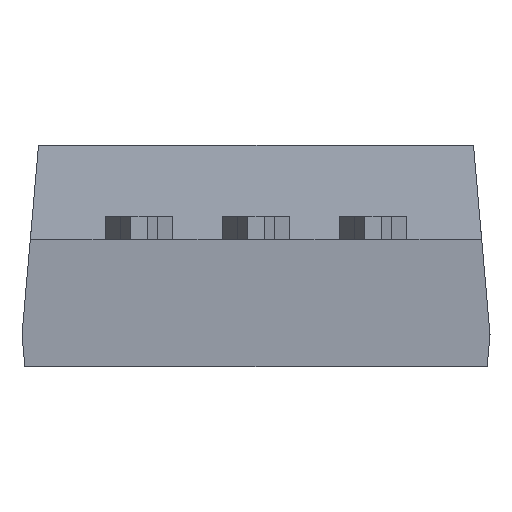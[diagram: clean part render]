
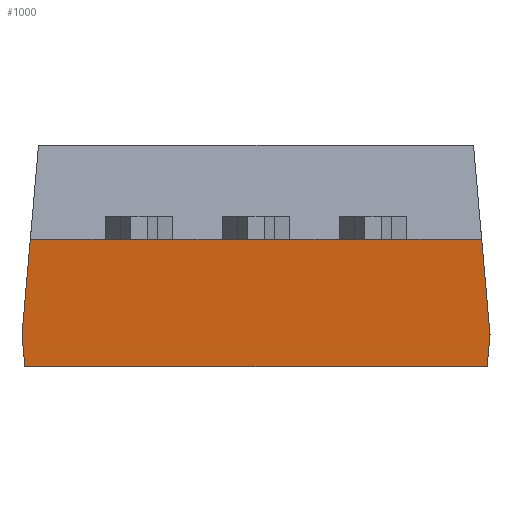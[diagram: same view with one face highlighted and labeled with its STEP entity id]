
A CAD part, front view. The second image highlights one B-rep face of the part: STEP entity #1000.
In plain terms, the highlighted planar face has unit normal (0, -0.996, -0.087).
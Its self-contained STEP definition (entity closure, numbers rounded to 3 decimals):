
#10 = CARTESIAN_POINT ( 'NONE',  ( 0., -12.57, 2.76 ) ) ;
#18 = VECTOR ( 'NONE', #1034, 1000. ) ;
#47 = CARTESIAN_POINT ( 'NONE',  ( 1.805, -12.57, 2.76 ) ) ;
#81 = ORIENTED_EDGE ( 'NONE', *, *, #345, .T. ) ;
#109 = VECTOR ( 'NONE', #1236, 1000. ) ;
#111 = CARTESIAN_POINT ( 'NONE',  ( 0., -12.57, 2.76 ) ) ;
#135 = VECTOR ( 'NONE', #585, 1000. ) ;
#142 = VERTEX_POINT ( 'NONE', #47 ) ;
#149 = CARTESIAN_POINT ( 'NONE',  ( 0., -12.57, 2.76 ) ) ;
#159 = VERTEX_POINT ( 'NONE', #1006 ) ;
#170 = EDGE_CURVE ( 'NONE', #319, #1310, #317, .T. ) ;
#188 = VECTOR ( 'NONE', #1422, 1000. ) ;
#194 = DIRECTION ( 'NONE',  ( 0., -0.996, -0.087 ) ) ;
#197 = CARTESIAN_POINT ( 'NONE',  ( 0., -12.57, 2.76 ) ) ;
#231 = EDGE_CURVE ( 'NONE', #632, #1496, #1249, .T. ) ;
#234 = EDGE_CURVE ( 'NONE', #159, #1190, #995, .T. ) ;
#236 = VECTOR ( 'NONE', #1163, 1000. ) ;
#240 = EDGE_LOOP ( 'NONE', ( #249, #81, #639, #1018, #930, #1151, #1454, #1120, #904, #1207, #346, #1410 ) ) ;
#249 = ORIENTED_EDGE ( 'NONE', *, *, #1121, .F. ) ;
#290 = FACE_OUTER_BOUND ( 'NONE', #240, .T. ) ;
#317 = LINE ( 'NONE', #197, #794 ) ;
#319 = VERTEX_POINT ( 'NONE', #1049 ) ;
#335 = EDGE_CURVE ( 'NONE', #1494, #142, #1148, .T. ) ;
#345 = EDGE_CURVE ( 'NONE', #1521, #1494, #829, .T. ) ;
#346 = ORIENTED_EDGE ( 'NONE', *, *, #1369, .T. ) ;
#351 = CARTESIAN_POINT ( 'NONE',  ( 0., -12.57, 2.76 ) ) ;
#355 = EDGE_CURVE ( 'NONE', #1496, #159, #711, .T. ) ;
#359 = VECTOR ( 'NONE', #1313, 1000. ) ;
#412 = DIRECTION ( 'NONE',  ( 1., 0., 0. ) ) ;
#455 = DIRECTION ( 'NONE',  ( 0.087, 0.087, -0.992 ) ) ;
#460 = VECTOR ( 'NONE', #1452, 1000. ) ;
#473 = LINE ( 'NONE', #799, #726 ) ;
#480 = LINE ( 'NONE', #10, #188 ) ;
#513 = LINE ( 'NONE', #149, #460 ) ;
#585 = DIRECTION ( 'NONE',  ( -1., 0., 0. ) ) ;
#593 = CARTESIAN_POINT ( 'NONE',  ( -4.9, -12.57, 2.76 ) ) ;
#619 = LINE ( 'NONE', #1203, #359 ) ;
#632 = VERTEX_POINT ( 'NONE', #1241 ) ;
#639 = ORIENTED_EDGE ( 'NONE', *, *, #335, .T. ) ;
#650 = DIRECTION ( 'NONE',  ( -1., 0., 0. ) ) ;
#695 = CARTESIAN_POINT ( 'NONE',  ( 4.9, -12.57, 2.76 ) ) ;
#711 = LINE ( 'NONE', #1300, #1090 ) ;
#726 = VECTOR ( 'NONE', #455, 1000. ) ;
#755 = DIRECTION ( 'NONE',  ( 0., 0.087, -0.996 ) ) ;
#761 = CARTESIAN_POINT ( 'NONE',  ( 0., -12.57, 2.76 ) ) ;
#794 = VECTOR ( 'NONE', #650, 1000. ) ;
#799 = CARTESIAN_POINT ( 'NONE',  ( 5.173, -12.296, -0.368 ) ) ;
#818 = CARTESIAN_POINT ( 'NONE',  ( 3.275, -12.57, 2.76 ) ) ;
#829 = LINE ( 'NONE', #111, #135 ) ;
#832 = LINE ( 'NONE', #1233, #1043 ) ;
#834 = CARTESIAN_POINT ( 'NONE',  ( 0.735, -12.57, 2.76 ) ) ;
#844 = EDGE_CURVE ( 'NONE', #978, #942, #619, .T. ) ;
#866 = CARTESIAN_POINT ( 'NONE',  ( 5.019, -12.329, 0. ) ) ;
#904 = ORIENTED_EDGE ( 'NONE', *, *, #355, .T. ) ;
#922 = CARTESIAN_POINT ( 'NONE',  ( 0., -12.57, 2.76 ) ) ;
#930 = ORIENTED_EDGE ( 'NONE', *, *, #1360, .T. ) ;
#942 = VERTEX_POINT ( 'NONE', #866 ) ;
#951 = VERTEX_POINT ( 'NONE', #834 ) ;
#978 = VERTEX_POINT ( 'NONE', #1251 ) ;
#995 = LINE ( 'NONE', #1129, #109 ) ;
#1000 = ADVANCED_FACE ( 'NONE', ( #290 ), #1122, .T. ) ;
#1006 = CARTESIAN_POINT ( 'NONE',  ( -5.08, -12.39, 0.7 ) ) ;
#1014 = AXIS2_PLACEMENT_3D ( 'NONE', #761, #194, #755 ) ;
#1018 = ORIENTED_EDGE ( 'NONE', *, *, #1344, .T. ) ;
#1034 = DIRECTION ( 'NONE',  ( -1., 0., 0. ) ) ;
#1043 = VECTOR ( 'NONE', #412, 1000. ) ;
#1044 = CARTESIAN_POINT ( 'NONE',  ( -5.019, -12.329, 0. ) ) ;
#1049 = CARTESIAN_POINT ( 'NONE',  ( -0.735, -12.57, 2.76 ) ) ;
#1090 = VECTOR ( 'NONE', #1416, 1000. ) ;
#1120 = ORIENTED_EDGE ( 'NONE', *, *, #231, .T. ) ;
#1121 = EDGE_CURVE ( 'NONE', #1521, #978, #473, .T. ) ;
#1122 = PLANE ( 'NONE',  #1014 ) ;
#1127 = EDGE_CURVE ( 'NONE', #1310, #632, #1384, .T. ) ;
#1129 = CARTESIAN_POINT ( 'NONE',  ( -5.221, -12.53, 2.307 ) ) ;
#1148 = LINE ( 'NONE', #351, #236 ) ;
#1151 = ORIENTED_EDGE ( 'NONE', *, *, #170, .T. ) ;
#1163 = DIRECTION ( 'NONE',  ( -1., 0., 0. ) ) ;
#1190 = VERTEX_POINT ( 'NONE', #1044 ) ;
#1203 = CARTESIAN_POINT ( 'NONE',  ( 4.987, -12.296, -0.368 ) ) ;
#1207 = ORIENTED_EDGE ( 'NONE', *, *, #234, .T. ) ;
#1233 = CARTESIAN_POINT ( 'NONE',  ( 0., -12.329, 0. ) ) ;
#1236 = DIRECTION ( 'NONE',  ( 0.087, 0.087, -0.992 ) ) ;
#1241 = CARTESIAN_POINT ( 'NONE',  ( -3.275, -12.57, 2.76 ) ) ;
#1249 = LINE ( 'NONE', #1266, #1289 ) ;
#1251 = CARTESIAN_POINT ( 'NONE',  ( 5.08, -12.39, 0.7 ) ) ;
#1255 = DIRECTION ( 'NONE',  ( -1., 0., 0. ) ) ;
#1266 = CARTESIAN_POINT ( 'NONE',  ( 0., -12.57, 2.76 ) ) ;
#1289 = VECTOR ( 'NONE', #1255, 1000. ) ;
#1300 = CARTESIAN_POINT ( 'NONE',  ( -4.863, -12.607, 3.182 ) ) ;
#1310 = VERTEX_POINT ( 'NONE', #1434 ) ;
#1313 = DIRECTION ( 'NONE',  ( -0.087, 0.087, -0.992 ) ) ;
#1344 = EDGE_CURVE ( 'NONE', #142, #951, #513, .T. ) ;
#1360 = EDGE_CURVE ( 'NONE', #951, #319, #480, .T. ) ;
#1369 = EDGE_CURVE ( 'NONE', #1190, #942, #832, .T. ) ;
#1384 = LINE ( 'NONE', #922, #18 ) ;
#1410 = ORIENTED_EDGE ( 'NONE', *, *, #844, .F. ) ;
#1416 = DIRECTION ( 'NONE',  ( -0.087, 0.087, -0.992 ) ) ;
#1422 = DIRECTION ( 'NONE',  ( -1., 0., 0. ) ) ;
#1434 = CARTESIAN_POINT ( 'NONE',  ( -1.805, -12.57, 2.76 ) ) ;
#1452 = DIRECTION ( 'NONE',  ( -1., 0., 0. ) ) ;
#1454 = ORIENTED_EDGE ( 'NONE', *, *, #1127, .T. ) ;
#1494 = VERTEX_POINT ( 'NONE', #818 ) ;
#1496 = VERTEX_POINT ( 'NONE', #593 ) ;
#1521 = VERTEX_POINT ( 'NONE', #695 ) ;
